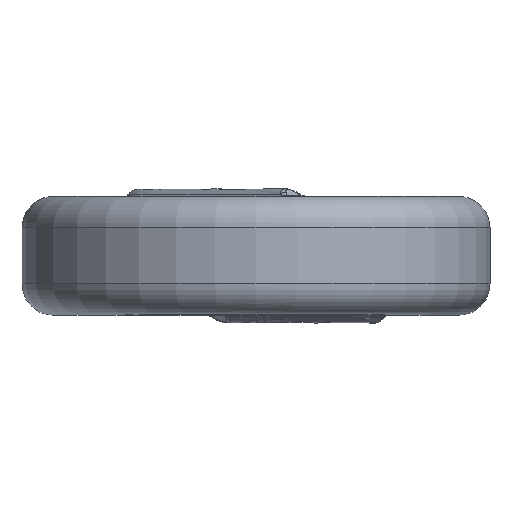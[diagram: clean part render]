
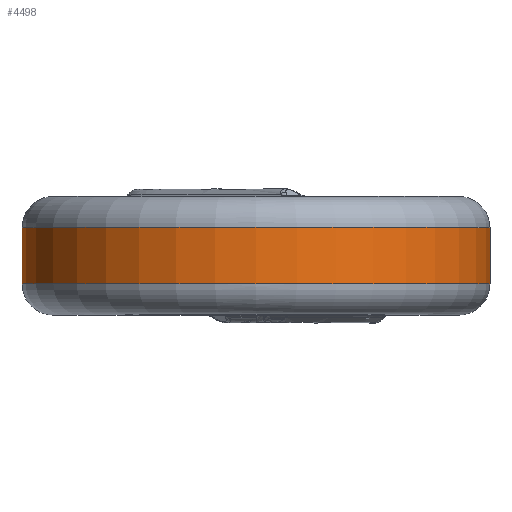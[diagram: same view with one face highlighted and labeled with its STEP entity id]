
A CAD part, top view. The second image highlights one B-rep face of the part: STEP entity #4498.
In plain terms, the highlighted cylindrical face has radius 7.5 mm (diameter 15 mm), a full revolution.
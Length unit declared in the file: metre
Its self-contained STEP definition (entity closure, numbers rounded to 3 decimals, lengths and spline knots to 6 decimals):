
#71=CIRCLE('',#4680,0.0075);
#72=CIRCLE('',#4681,0.0075);
#91=CYLINDRICAL_SURFACE('',#4679,0.0075);
#1312=ORIENTED_EDGE('',*,*,#1978,.T.);
#1313=ORIENTED_EDGE('',*,*,#1979,.F.);
#1978=EDGE_CURVE('',#2317,#2317,#71,.T.);
#1979=EDGE_CURVE('',#2318,#2318,#72,.T.);
#2317=VERTEX_POINT('',#8081);
#2318=VERTEX_POINT('',#8083);
#2720=EDGE_LOOP('',(#1312));
#2721=EDGE_LOOP('',(#1313));
#2932=FACE_BOUND('',#2720,.T.);
#2933=FACE_BOUND('',#2721,.T.);
#4498=ADVANCED_FACE('',(#2932,#2933),#91,.T.);
#4679=AXIS2_PLACEMENT_3D('',#8079,#5205,#5206);
#4680=AXIS2_PLACEMENT_3D('',#8080,#5207,#5208);
#4681=AXIS2_PLACEMENT_3D('',#8082,#5209,#5210);
#5205=DIRECTION('',(0.,1.,0.));
#5206=DIRECTION('',(0.,0.,1.));
#5207=DIRECTION('',(0.,1.,0.));
#5208=DIRECTION('',(0.,0.,1.));
#5209=DIRECTION('',(0.,1.,0.));
#5210=DIRECTION('',(0.,0.,1.));
#8079=CARTESIAN_POINT('',(0.,-0.0019,0.));
#8080=CARTESIAN_POINT('',(0.,-0.0009,0.));
#8081=CARTESIAN_POINT('',(0.,-0.0009,0.0075));
#8082=CARTESIAN_POINT('',(0.,0.0009,0.));
#8083=CARTESIAN_POINT('',(0.,0.0009,0.0075));
